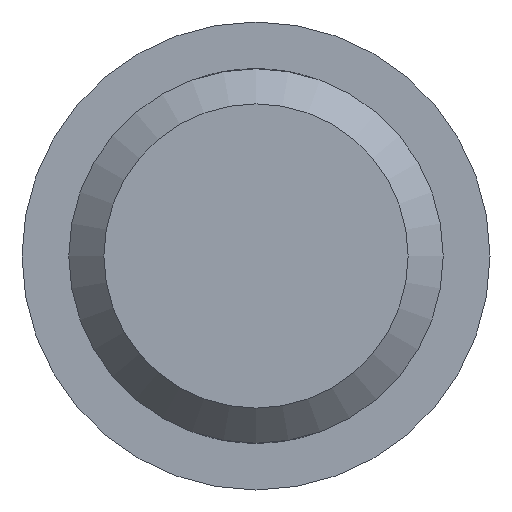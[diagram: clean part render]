
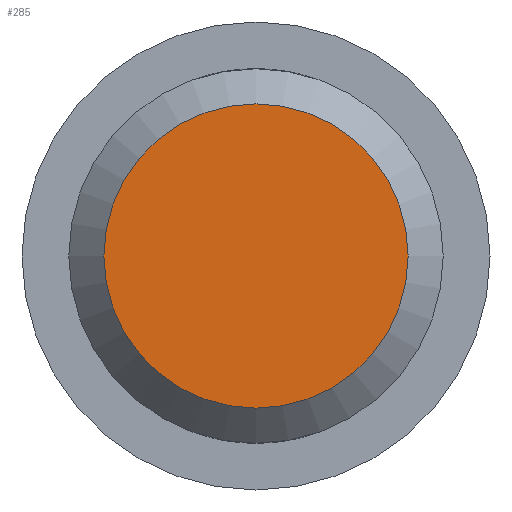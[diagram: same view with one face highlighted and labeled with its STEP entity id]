
A CAD part, left-side view. The second image highlights one B-rep face of the part: STEP entity #285.
In plain terms, the highlighted planar face has unit normal (-1, 0, 0).
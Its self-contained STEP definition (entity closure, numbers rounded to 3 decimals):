
#11 = CIRCLE ( 'NONE', #211, 6.5 ) ;
#30 = AXIS2_PLACEMENT_3D ( 'NONE', #37, #150, #256 ) ;
#37 = CARTESIAN_POINT ( 'NONE',  ( 0., 6.5, 0. ) ) ;
#44 = ORIENTED_EDGE ( 'NONE', *, *, #57, .T. ) ;
#52 = CARTESIAN_POINT ( 'NONE',  ( 0., 0., 0. ) ) ;
#57 = EDGE_CURVE ( 'NONE', #250, #250, #11, .T. ) ;
#77 = DIRECTION ( 'NONE',  ( 0., 0., 1. ) ) ;
#127 = PLANE ( 'NONE',  #30 ) ;
#129 = CARTESIAN_POINT ( 'NONE',  ( 0., 0., 6.5 ) ) ;
#150 = DIRECTION ( 'NONE',  ( 1., 0., 0. ) ) ;
#152 = FACE_OUTER_BOUND ( 'NONE', #314, .T. ) ;
#173 = DIRECTION ( 'NONE',  ( -1., 0., 0. ) ) ;
#211 = AXIS2_PLACEMENT_3D ( 'NONE', #52, #173, #77 ) ;
#250 = VERTEX_POINT ( 'NONE', #129 ) ;
#256 = DIRECTION ( 'NONE',  ( 0., 0., -1. ) ) ;
#285 = ADVANCED_FACE ( 'NONE', ( #152 ), #127, .F. ) ;
#314 = EDGE_LOOP ( 'NONE', ( #44 ) ) ;
